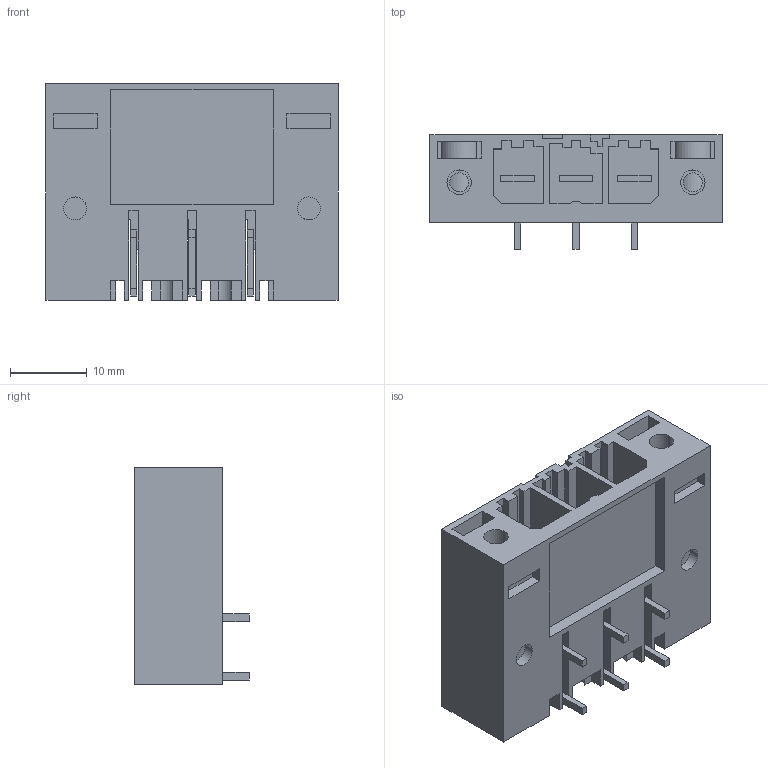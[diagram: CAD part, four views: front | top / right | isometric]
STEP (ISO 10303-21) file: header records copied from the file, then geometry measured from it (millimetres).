
FILE_DESCRIPTION(('CATIA V5 STEP Exchange','CAx-IF Rec.Pracs.--- Model Styling and Organization---1.2---2011-12-15'),'2;1');
FILE_NAME ('D1459388_0_1930500000_1930500000.stp','2017-04-28T06:53:20+00:00',('none'),('Weidmueller'),'CATIA Version 5-6 Release 2014','CATIA V5 STEP AP214','none');
FILE_SCHEMA(('AUTOMOTIVE_DESIGN { 1 0 10303 214 1 1 1 1 }'));
Length unit declared in the file: millimetre
Products named in the file (1): 1930500000
Bounding box: 38.1 x 14.9 x 28.3 mm (x, y, z)
Volume: 6155 mm3; surface area: 9610.6 mm2
Topology: 6 solids, 6 shells, 360 faces, 1005 edges, 670 vertices
Faces by surface type: plane 322, cylinder 38
Entity records: 11383 total; most frequent: CARTESIAN_POINT 2042, ORIENTED_EDGE 2010, DIRECTION 1584, EDGE_CURVE 1005, VECTOR 925, LINE 925, VERTEX_POINT 670, EDGE_LOOP 391
